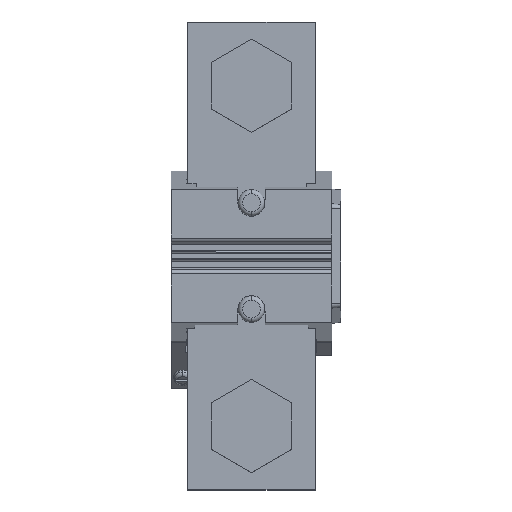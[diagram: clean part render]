
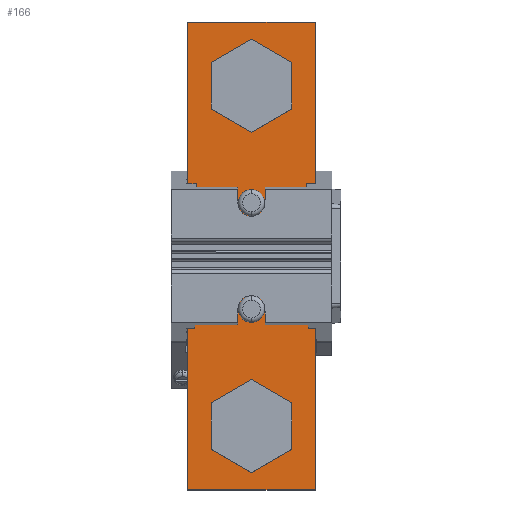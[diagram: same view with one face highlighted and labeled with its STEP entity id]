
A CAD part, top view. The second image highlights one B-rep face of the part: STEP entity #166.
In plain terms, the highlighted planar face has unit normal (0, 0, 1).
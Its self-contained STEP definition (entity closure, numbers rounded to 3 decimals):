
#166=ADVANCED_FACE('',(#671,#672,#673,#674,#675),#676,.T.);
#671=FACE_OUTER_BOUND('',#1437,.T.);
#672=FACE_BOUND('',#1438,.T.);
#673=FACE_BOUND('',#1439,.T.);
#674=FACE_BOUND('',#1440,.T.);
#675=FACE_BOUND('',#1441,.T.);
#676=PLANE('',#1442);
#1437=EDGE_LOOP('',(#3918,#3919,#3920,#3921,#3922,#3923,#3924,#3925));
#1438=EDGE_LOOP('',(#3926,#3927,#3928,#3929,#3930,#3931));
#1439=EDGE_LOOP('',(#3932,#3933,#3934,#3935,#3936,#3937));
#1440=EDGE_LOOP('',(#3938,#3939));
#1441=EDGE_LOOP('',(#3940,#3941));
#1442=AXIS2_PLACEMENT_3D('',#3942,#3943,#3944);
#3918=ORIENTED_EDGE('',*,*,#6447,.F.);
#3919=ORIENTED_EDGE('',*,*,#6499,.T.);
#3920=ORIENTED_EDGE('',*,*,#6500,.T.);
#3921=ORIENTED_EDGE('',*,*,#6449,.T.);
#3922=ORIENTED_EDGE('',*,*,#6448,.F.);
#3923=ORIENTED_EDGE('',*,*,#6181,.F.);
#3924=ORIENTED_EDGE('',*,*,#6178,.T.);
#3925=ORIENTED_EDGE('',*,*,#6391,.F.);
#3926=ORIENTED_EDGE('',*,*,#6501,.T.);
#3927=ORIENTED_EDGE('',*,*,#6502,.T.);
#3928=ORIENTED_EDGE('',*,*,#6503,.T.);
#3929=ORIENTED_EDGE('',*,*,#6504,.T.);
#3930=ORIENTED_EDGE('',*,*,#6505,.T.);
#3931=ORIENTED_EDGE('',*,*,#6506,.T.);
#3932=ORIENTED_EDGE('',*,*,#6507,.T.);
#3933=ORIENTED_EDGE('',*,*,#6508,.T.);
#3934=ORIENTED_EDGE('',*,*,#6509,.T.);
#3935=ORIENTED_EDGE('',*,*,#6510,.T.);
#3936=ORIENTED_EDGE('',*,*,#6511,.T.);
#3937=ORIENTED_EDGE('',*,*,#6512,.T.);
#3938=ORIENTED_EDGE('',*,*,#6513,.T.);
#3939=ORIENTED_EDGE('',*,*,#6514,.T.);
#3940=ORIENTED_EDGE('',*,*,#6515,.T.);
#3941=ORIENTED_EDGE('',*,*,#6516,.T.);
#3942=CARTESIAN_POINT('',(-89.0,36.37,30.451));
#3943=DIRECTION('',(0.,0.,1.0));
#3944=DIRECTION('',(0.,1.0,0.));
#6178=EDGE_CURVE('',#7460,#7458,#7461,.T.);
#6181=EDGE_CURVE('',#7460,#7464,#7465,.T.);
#6391=EDGE_CURVE('',#7822,#7458,#7824,.T.);
#6447=EDGE_CURVE('',#7901,#7822,#7903,.T.);
#6448=EDGE_CURVE('',#7464,#7897,#7904,.T.);
#6449=EDGE_CURVE('',#7905,#7897,#7906,.T.);
#6499=EDGE_CURVE('',#7901,#7997,#7999,.T.);
#6500=EDGE_CURVE('',#7997,#7905,#8000,.T.);
#6501=EDGE_CURVE('',#8001,#8002,#8003,.T.);
#6502=EDGE_CURVE('',#8002,#8004,#8005,.T.);
#6503=EDGE_CURVE('',#8004,#8006,#8007,.T.);
#6504=EDGE_CURVE('',#8006,#8008,#8009,.T.);
#6505=EDGE_CURVE('',#8008,#8010,#8011,.T.);
#6506=EDGE_CURVE('',#8010,#8001,#8012,.T.);
#6507=EDGE_CURVE('',#8013,#8014,#8015,.T.);
#6508=EDGE_CURVE('',#8014,#8016,#8017,.T.);
#6509=EDGE_CURVE('',#8016,#8018,#8019,.T.);
#6510=EDGE_CURVE('',#8018,#8020,#8021,.T.);
#6511=EDGE_CURVE('',#8020,#8022,#8023,.T.);
#6512=EDGE_CURVE('',#8022,#8013,#8024,.T.);
#6513=EDGE_CURVE('',#8025,#8026,#8027,.T.);
#6514=EDGE_CURVE('',#8026,#8025,#8028,.T.);
#6515=EDGE_CURVE('',#8029,#8030,#8031,.T.);
#6516=EDGE_CURVE('',#8030,#8029,#8032,.T.);
#7458=VERTEX_POINT('',#9488);
#7460=VERTEX_POINT('',#9491);
#7461=LINE('',#9492,#9493);
#7464=VERTEX_POINT('',#9498);
#7465=LINE('',#9499,#9500);
#7822=VERTEX_POINT('',#10035);
#7824=LINE('',#10038,#10039);
#7897=VERTEX_POINT('',#10158);
#7901=VERTEX_POINT('',#10164);
#7903=LINE('',#10167,#10168);
#7904=LINE('',#10169,#10170);
#7905=VERTEX_POINT('',#10171);
#7906=LINE('',#10172,#10173);
#7997=VERTEX_POINT('',#10296);
#7999=LINE('',#10299,#10300);
#8000=LINE('',#10301,#10302);
#8001=VERTEX_POINT('',#10303);
#8002=VERTEX_POINT('',#10304);
#8003=LINE('',#10305,#10306);
#8004=VERTEX_POINT('',#10307);
#8005=LINE('',#10308,#10309);
#8006=VERTEX_POINT('',#10310);
#8007=LINE('',#10311,#10312);
#8008=VERTEX_POINT('',#10313);
#8009=LINE('',#10314,#10315);
#8010=VERTEX_POINT('',#10316);
#8011=LINE('',#10317,#10318);
#8012=LINE('',#10319,#10320);
#8013=VERTEX_POINT('',#10321);
#8014=VERTEX_POINT('',#10322);
#8015=LINE('',#10323,#10324);
#8016=VERTEX_POINT('',#10325);
#8017=LINE('',#10326,#10327);
#8018=VERTEX_POINT('',#10328);
#8019=LINE('',#10329,#10330);
#8020=VERTEX_POINT('',#10331);
#8021=LINE('',#10332,#10333);
#8022=VERTEX_POINT('',#10334);
#8023=LINE('',#10335,#10336);
#8024=LINE('',#10337,#10338);
#8025=VERTEX_POINT('',#10339);
#8026=VERTEX_POINT('',#10340);
#8027=CIRCLE('',#10341,3.025);
#8028=CIRCLE('',#10342,3.025);
#8029=VERTEX_POINT('',#10343);
#8030=VERTEX_POINT('',#10344);
#8031=CIRCLE('',#10345,3.025);
#8032=CIRCLE('',#10346,3.025);
#9488=CARTESIAN_POINT('',(-83.029,-31.629,30.451));
#9491=CARTESIAN_POINT('',(-82.671,2.429,30.451));
#9492=CARTESIAN_POINT('',(-82.671,2.429,30.451));
#9493=VECTOR('',#12834,1.0);
#9498=CARTESIAN_POINT('',(-84.7,2.429,30.451));
#9499=CARTESIAN_POINT('',(-82.671,2.429,30.451));
#9500=VECTOR('',#12837,1.0);
#10035=CARTESIAN_POINT('',(-84.7,-31.629,30.451));
#10038=CARTESIAN_POINT('',(-84.7,-31.629,30.451));
#10039=VECTOR('',#13146,1.0);
#10158=CARTESIAN_POINT('',(-84.7,40.4,30.451));
#10164=CARTESIAN_POINT('',(-84.7,-69.6,30.451));
#10167=CARTESIAN_POINT('',(-84.7,-69.6,30.451));
#10168=VECTOR('',#13214,1.0);
#10169=CARTESIAN_POINT('',(-84.7,2.429,30.451));
#10170=VECTOR('',#13215,1.0);
#10171=CARTESIAN_POINT('',(-54.7,40.4,30.451));
#10172=CARTESIAN_POINT('',(-54.7,40.4,30.451));
#10173=VECTOR('',#13216,1.0);
#10296=CARTESIAN_POINT('',(-54.7,-69.6,30.451));
#10299=CARTESIAN_POINT('',(-84.7,-69.6,30.451));
#10300=VECTOR('',#13298,1.0);
#10301=CARTESIAN_POINT('',(-54.7,-69.6,30.451));
#10302=VECTOR('',#13299,1.0);
#10303=CARTESIAN_POINT('',(-60.2,19.915,30.451));
#10304=CARTESIAN_POINT('',(-69.7,14.43,30.451));
#10305=CARTESIAN_POINT('',(-60.2,19.915,30.451));
#10306=VECTOR('',#13300,1.0);
#10307=CARTESIAN_POINT('',(-79.2,19.915,30.451));
#10308=CARTESIAN_POINT('',(-69.7,14.43,30.451));
#10309=VECTOR('',#13301,1.0);
#10310=CARTESIAN_POINT('',(-79.2,30.885,30.451));
#10311=CARTESIAN_POINT('',(-79.2,19.915,30.451));
#10312=VECTOR('',#13302,1.0);
#10313=CARTESIAN_POINT('',(-69.7,36.37,30.451));
#10314=CARTESIAN_POINT('',(-79.2,30.885,30.451));
#10315=VECTOR('',#13303,1.0);
#10316=CARTESIAN_POINT('',(-60.2,30.885,30.451));
#10317=CARTESIAN_POINT('',(-69.7,36.37,30.451));
#10318=VECTOR('',#13304,1.0);
#10319=CARTESIAN_POINT('',(-60.2,30.885,30.451));
#10320=VECTOR('',#13305,1.0);
#10321=CARTESIAN_POINT('',(-79.2,-49.115,30.451));
#10322=CARTESIAN_POINT('',(-69.7,-43.63,30.451));
#10323=CARTESIAN_POINT('',(-79.2,-49.115,30.451));
#10324=VECTOR('',#13306,1.0);
#10325=CARTESIAN_POINT('',(-60.2,-49.115,30.451));
#10326=CARTESIAN_POINT('',(-69.7,-43.63,30.451));
#10327=VECTOR('',#13307,1.0);
#10328=CARTESIAN_POINT('',(-60.2,-60.085,30.451));
#10329=CARTESIAN_POINT('',(-60.2,-49.115,30.451));
#10330=VECTOR('',#13308,1.0);
#10331=CARTESIAN_POINT('',(-69.7,-65.57,30.451));
#10332=CARTESIAN_POINT('',(-60.2,-60.085,30.451));
#10333=VECTOR('',#13309,1.0);
#10334=CARTESIAN_POINT('',(-79.2,-60.085,30.451));
#10335=CARTESIAN_POINT('',(-69.7,-65.57,30.451));
#10336=VECTOR('',#13310,1.0);
#10337=CARTESIAN_POINT('',(-79.2,-60.085,30.451));
#10338=VECTOR('',#13311,1.0);
#10339=CARTESIAN_POINT('',(-69.7,-5.125,30.451));
#10340=CARTESIAN_POINT('',(-69.7,0.925,30.451));
#10341=AXIS2_PLACEMENT_3D('',#13312,#13313,#13314);
#10342=AXIS2_PLACEMENT_3D('',#13315,#13316,#13317);
#10343=CARTESIAN_POINT('',(-69.7,-30.125,30.451));
#10344=CARTESIAN_POINT('',(-69.7,-24.075,30.451));
#10345=AXIS2_PLACEMENT_3D('',#13318,#13319,#13320);
#10346=AXIS2_PLACEMENT_3D('',#13321,#13322,#13323);
#12834=DIRECTION('',(-0.01,-1.,0.));
#12837=DIRECTION('',(-1.0,0.0,0.));
#13146=DIRECTION('',(1.0,0.0,0.));
#13214=DIRECTION('',(0.,1.0,0.));
#13215=DIRECTION('',(0.,1.0,0.));
#13216=DIRECTION('',(-1.0,0.0,0.));
#13298=DIRECTION('',(1.0,0.0,0.));
#13299=DIRECTION('',(0.,1.0,0.));
#13300=DIRECTION('',(-0.866,-0.5,0.));
#13301=DIRECTION('',(-0.866,0.5,0.));
#13302=DIRECTION('',(0.,1.0,0.));
#13303=DIRECTION('',(0.866,0.5,0.));
#13304=DIRECTION('',(0.866,-0.5,0.));
#13305=DIRECTION('',(0.,-1.0,0.));
#13306=DIRECTION('',(0.866,0.5,0.));
#13307=DIRECTION('',(0.866,-0.5,0.));
#13308=DIRECTION('',(0.,-1.0,0.));
#13309=DIRECTION('',(-0.866,-0.5,0.));
#13310=DIRECTION('',(-0.866,0.5,0.));
#13311=DIRECTION('',(0.,1.0,0.));
#13312=CARTESIAN_POINT('',(-69.7,-2.1,30.451));
#13313=DIRECTION('',(0.,0.,-1.0));
#13314=DIRECTION('',(0.,1.0,0.));
#13315=CARTESIAN_POINT('',(-69.7,-2.1,30.451));
#13316=DIRECTION('',(0.,0.,-1.0));
#13317=DIRECTION('',(0.,1.0,0.));
#13318=CARTESIAN_POINT('',(-69.7,-27.1,30.451));
#13319=DIRECTION('',(0.,0.,-1.0));
#13320=DIRECTION('',(0.,1.0,0.));
#13321=CARTESIAN_POINT('',(-69.7,-27.1,30.451));
#13322=DIRECTION('',(0.,0.,-1.0));
#13323=DIRECTION('',(0.,1.0,0.));
